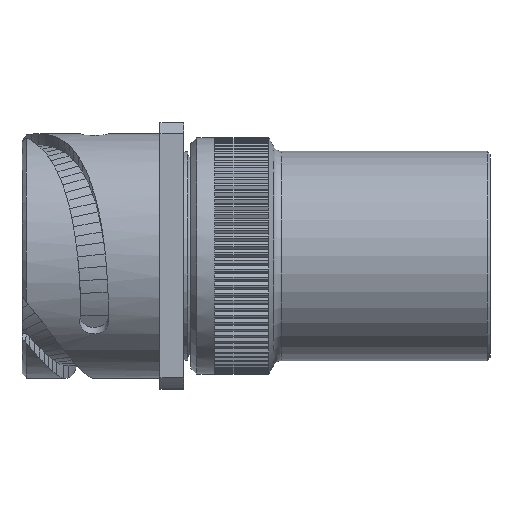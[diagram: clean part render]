
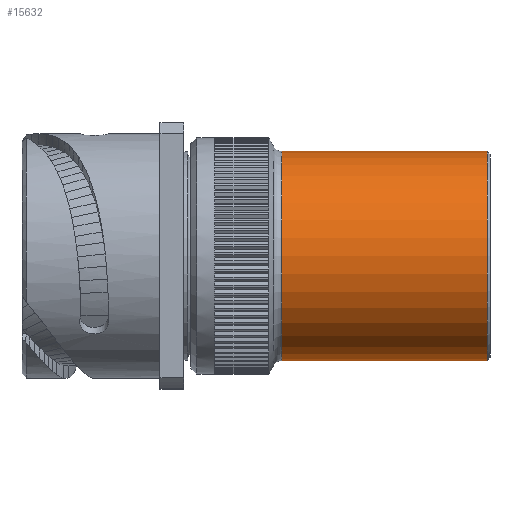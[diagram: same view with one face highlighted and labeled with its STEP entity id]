
A CAD part, top view. The second image highlights one B-rep face of the part: STEP entity #15632.
In plain terms, the highlighted cylindrical face has radius 17.5 mm (diameter 35 mm), a partial arc.
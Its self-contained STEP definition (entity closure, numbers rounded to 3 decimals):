
#45=CARTESIAN_POINT('',(49.5,0.,0.));
#46=DIRECTION('',(1.,0.,0.));
#47=DIRECTION('',(0.,1.,0.));
#48=AXIS2_PLACEMENT_3D('',#45,#46,#47);
#50=DIRECTION('',(-1.,0.,0.));
#51=VECTOR('',#50,34.335);
#52=CARTESIAN_POINT('',(49.5,17.5,0.));
#53=LINE('1181',#52,#51);
#54=DIRECTION('',(-1.,0.,0.));
#55=VECTOR('',#54,34.335);
#56=CARTESIAN_POINT('',(49.5,-17.5,0.));
#57=LINE('1183',#56,#55);
#78=CARTESIAN_POINT('',(15.165,0.,0.));
#79=DIRECTION('',(1.,0.,0.));
#80=DIRECTION('',(0.,1.,0.));
#81=AXIS2_PLACEMENT_3D('',#78,#79,#80);
#12855=CARTESIAN_POINT('',(49.5,17.5,0.));
#12856=CARTESIAN_POINT('',(15.165,17.5,0.));
#12857=VERTEX_POINT('',#12855);
#12858=VERTEX_POINT('',#12856);
#12863=CARTESIAN_POINT('',(49.5,-17.5,0.));
#12864=CARTESIAN_POINT('',(15.165,-17.5,0.));
#12865=VERTEX_POINT('',#12863);
#12866=VERTEX_POINT('',#12864);
#15618=CARTESIAN_POINT('',(-2.5,0.,0.));
#15619=DIRECTION('',(1.,0.,0.));
#15620=DIRECTION('',(0.,-1.,0.));
#15621=AXIS2_PLACEMENT_3D('',#15618,#15619,#15620);
#15622=CYLINDRICAL_SURFACE('246',#15621,17.5);
#15624=ORIENTED_EDGE('1181',*,*,#15623,.F.);
#15625=ORIENTED_EDGE('1229',*,*,#15606,.T.);
#15627=ORIENTED_EDGE('1183',*,*,#15626,.T.);
#15629=ORIENTED_EDGE('1222',*,*,#15628,.F.);
#15630=EDGE_LOOP('246',(#15624,#15625,#15627,#15629));
#15631=FACE_OUTER_BOUND('246',#15630,.F.);
#49=CIRCLE('1229',#48,17.5);
#82=CIRCLE('1222',#81,17.5);
#15606=EDGE_CURVE('1229',#12857,#12865,#49,.T.);
#15623=EDGE_CURVE('1181',#12857,#12858,#53,.T.);
#15626=EDGE_CURVE('1183',#12865,#12866,#57,.T.);
#15628=EDGE_CURVE('1222',#12858,#12866,#82,.T.);
#15632=ADVANCED_FACE('246',(#15631),#15622,.T.);
